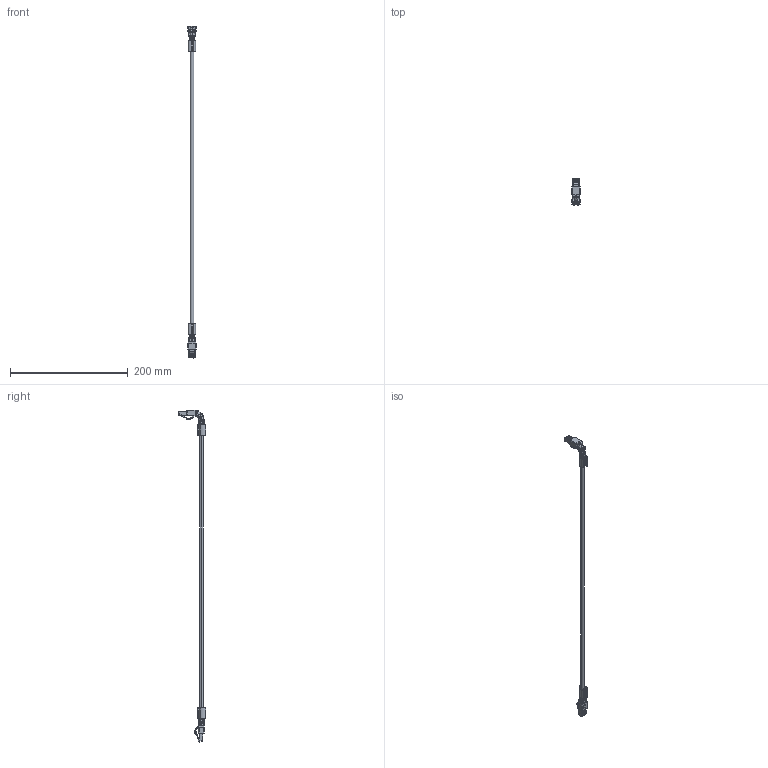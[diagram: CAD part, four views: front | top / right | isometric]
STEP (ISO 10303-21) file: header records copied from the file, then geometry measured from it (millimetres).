
FILE_DESCRIPTION(('CATIA V5 STEP Exchange','CAx-IF Rec.Pracs.--- Model Styling and Organization---1.5--- 2016-08-15','CAx-IF Rec.Pracs.---Supplemental Geometry---1.0---2011-11-01','CAx-IF Rec.Pracs.--- Composite Materials ---1.1---2010-07-15'),'2;1');
FILE_NAME ('316122-2_0', '2025-02-03T08:19:40+00:00', ('none'), ('Weidmueller'), 'CATIA Version 5-6 Release 2022 SP4 HF5', 'CATIA V5 STEP AP214 v3', 'none');
FILE_SCHEMA(('AUTOMOTIVE_DESIGN { 1 0 10303 214 1 1 1 1 }'));
Products named in the file (1): 1248280000
Bounding box: 13.7 x 46.66 x 565.04 mm (x, y, z)
Volume: 23821.6 mm3; surface area: 22153.3 mm2
Topology: 1 solids, 4 shells, 1428 faces, 4165 edges, 2710 vertices
Faces by surface type: plane 873, cylinder 361, bspline 169, torus 15, cone 6, sphere 4
Entity records: 57385 total; most frequent: CARTESIAN_POINT 22568, ORIENTED_EDGE 8304, DIRECTION 5522, EDGE_CURVE 4152, VERTEX_POINT 2710, VECTOR 2629, LINE 2629, AXIS2_PLACEMENT_3D 1671
